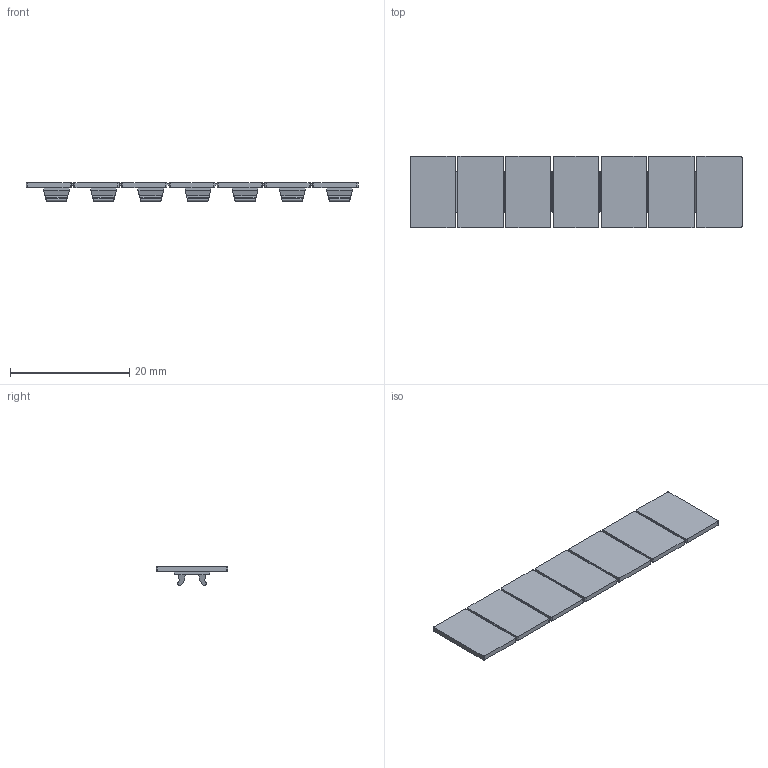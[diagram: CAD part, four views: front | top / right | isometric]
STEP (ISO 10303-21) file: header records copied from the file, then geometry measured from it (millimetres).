
FILE_DESCRIPTION(/* description */ (''),/* implementation_level */ '2;1');
FILE_NAME(/* name */ 'bstr8_12.stp',/* time_stamp */ '2012-01-18T09:55:44+01:00',/* author */ (''),/* organization */ (''),/* preprocessor_version */ 'ST-DEVELOPER v11',/* originating_system */ 'SIEMENS UGS NX 6.0',/* authorisation */ '');
FILE_SCHEMA (('CONFIG_CONTROL_DESIGN'));
Length unit declared in the file: millimetre
Products named in the file (1): bstr8_12
Bounding box: 55.6 x 12 x 3.1 mm (x, y, z)
Volume: 692.9 mm3; surface area: 1771 mm2
Topology: 1 solids, 1 shells, 273 faces, 700 edges, 448 vertices
Faces by surface type: plane 203, cylinder 49, extrusion 21
Entity records: 8798 total; most frequent: CARTESIAN_POINT 2059, ORIENTED_EDGE 1400, DIRECTION 1311, EDGE_CURVE 700, VECTOR 567, LINE 546, VERTEX_POINT 448, AXIS2_PLACEMENT_3D 372
